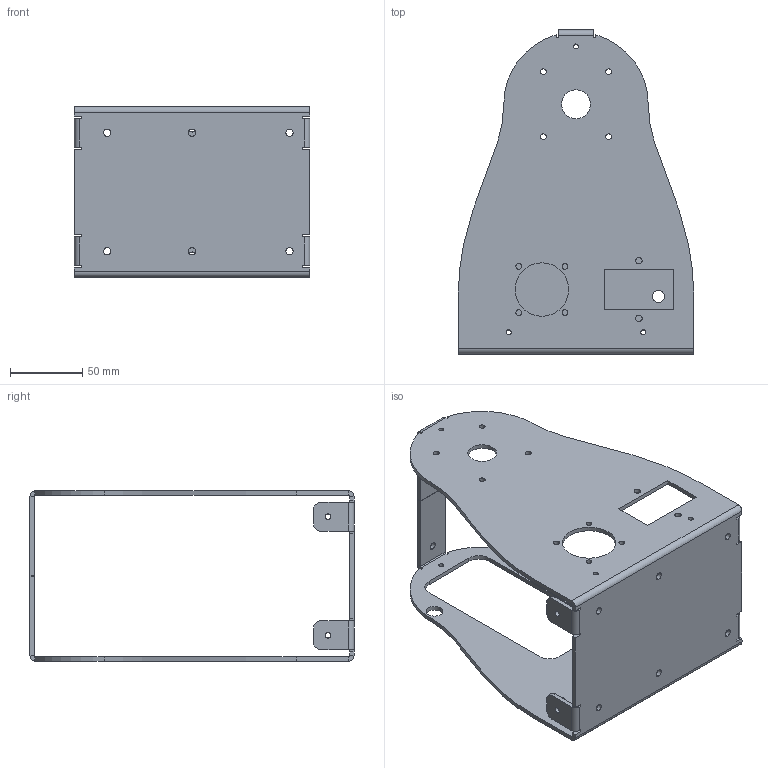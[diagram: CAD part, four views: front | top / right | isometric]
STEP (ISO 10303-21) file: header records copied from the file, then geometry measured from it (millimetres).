
FILE_DESCRIPTION (( 'STEP AP203' ), '1' );
FILE_NAME ('electricSectionCover1_final.STEP', '2024-07-31T02:45:12', ( '' ), ( '' ), 'SwSTEP 2.0', 'SolidWorks 2024', '' );
FILE_SCHEMA (( 'CONFIG_CONTROL_DESIGN' ));
Length unit declared in the file: millimetre
Products named in the file (1): electricSectionCover1_final
Bounding box: 163 x 224.26 x 118 mm (x, y, z)
Volume: 204944.4 mm3; surface area: 145418.3 mm2
Topology: 1 solids, 1 shells, 210 faces, 560 edges, 352 vertices
Faces by surface type: plane 106, cylinder 100, bspline 4
Entity records: 6757 total; most frequent: CARTESIAN_POINT 1175, DIRECTION 1166, ORIENTED_EDGE 1120, EDGE_CURVE 560, AXIS2_PLACEMENT_3D 407, LINE 352, VECTOR 352, VERTEX_POINT 352
